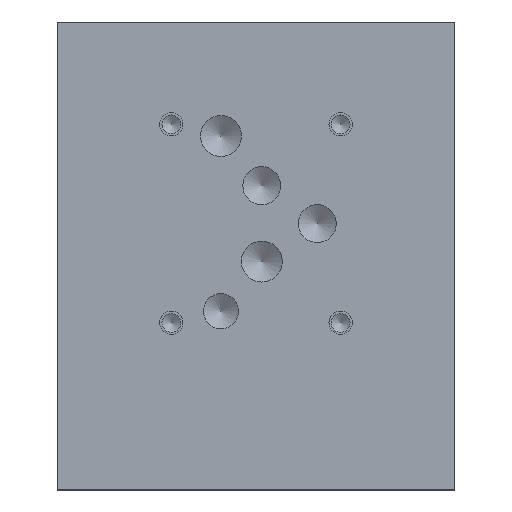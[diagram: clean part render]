
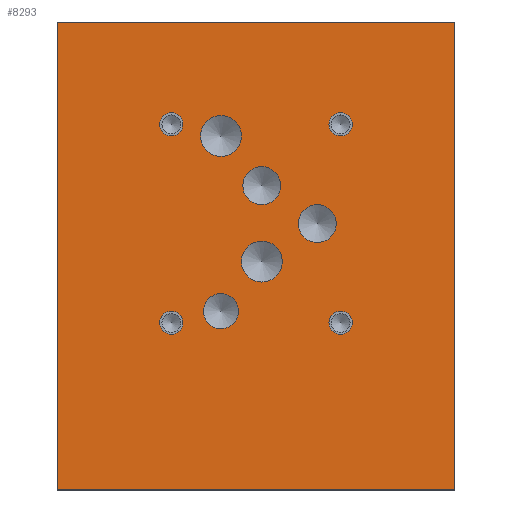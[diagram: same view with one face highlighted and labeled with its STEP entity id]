
A CAD part, top view. The second image highlights one B-rep face of the part: STEP entity #8293.
In plain terms, the highlighted planar face has unit normal (0, 0, 1).
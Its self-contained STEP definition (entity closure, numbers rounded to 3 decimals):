
#90=CIRCLE('',#8542,4.763);
#91=CIRCLE('',#8543,4.763);
#94=CIRCLE('',#8548,5.563);
#95=CIRCLE('',#8549,5.563);
#98=CIRCLE('',#8554,5.563);
#99=CIRCLE('',#8555,5.563);
#102=CIRCLE('',#8560,5.156);
#103=CIRCLE('',#8561,5.156);
#106=CIRCLE('',#8566,5.156);
#107=CIRCLE('',#8567,5.156);
#113=CIRCLE('',#8576,3.175);
#114=CIRCLE('',#8577,3.175);
#120=CIRCLE('',#8587,3.175);
#121=CIRCLE('',#8588,3.175);
#127=CIRCLE('',#8598,3.175);
#128=CIRCLE('',#8599,3.175);
#134=CIRCLE('',#8609,3.175);
#135=CIRCLE('',#8610,3.175);
#306=FACE_BOUND('',#1463,.T.);
#307=FACE_BOUND('',#1464,.T.);
#308=FACE_BOUND('',#1465,.T.);
#309=FACE_BOUND('',#1466,.T.);
#310=FACE_BOUND('',#1467,.T.);
#311=FACE_BOUND('',#1468,.T.);
#312=FACE_BOUND('',#1469,.T.);
#313=FACE_BOUND('',#1470,.T.);
#314=FACE_BOUND('',#1471,.T.);
#564=PLANE('',#8794);
#985=FACE_OUTER_BOUND('',#1462,.T.);
#1462=EDGE_LOOP('',(#7431,#7432,#7433,#7434));
#1463=EDGE_LOOP('',(#7435,#7436));
#1464=EDGE_LOOP('',(#7437,#7438));
#1465=EDGE_LOOP('',(#7439,#7440));
#1466=EDGE_LOOP('',(#7441,#7442));
#1467=EDGE_LOOP('',(#7443,#7444));
#1468=EDGE_LOOP('',(#7445,#7446));
#1469=EDGE_LOOP('',(#7447,#7448));
#1470=EDGE_LOOP('',(#7449,#7450));
#1471=EDGE_LOOP('',(#7451,#7452));
#1789=LINE('',#12761,#2568);
#2235=LINE('',#14145,#3014);
#2249=LINE('',#14202,#3028);
#2251=LINE('',#14205,#3030);
#2568=VECTOR('',#9284,10.);
#3014=VECTOR('',#10480,10.);
#3028=VECTOR('',#10540,10.);
#3030=VECTOR('',#10544,10.);
#3565=VERTEX_POINT('',#12758);
#3566=VERTEX_POINT('',#12760);
#3836=VERTEX_POINT('',#13686);
#3837=VERTEX_POINT('',#13687);
#3841=VERTEX_POINT('',#13699);
#3842=VERTEX_POINT('',#13700);
#3846=VERTEX_POINT('',#13712);
#3847=VERTEX_POINT('',#13713);
#3851=VERTEX_POINT('',#13725);
#3852=VERTEX_POINT('',#13726);
#3856=VERTEX_POINT('',#13738);
#3857=VERTEX_POINT('',#13739);
#3864=VERTEX_POINT('',#13758);
#3865=VERTEX_POINT('',#13759);
#3872=VERTEX_POINT('',#13780);
#3873=VERTEX_POINT('',#13781);
#3880=VERTEX_POINT('',#13802);
#3881=VERTEX_POINT('',#13803);
#3888=VERTEX_POINT('',#13824);
#3889=VERTEX_POINT('',#13825);
#4001=VERTEX_POINT('',#14143);
#4021=VERTEX_POINT('',#14200);
#4522=EDGE_CURVE('',#3566,#3565,#1789,.T.);
#4924=EDGE_CURVE('',#3836,#3837,#90,.T.);
#4925=EDGE_CURVE('',#3837,#3836,#91,.T.);
#4930=EDGE_CURVE('',#3841,#3842,#94,.T.);
#4931=EDGE_CURVE('',#3842,#3841,#95,.T.);
#4936=EDGE_CURVE('',#3846,#3847,#98,.T.);
#4937=EDGE_CURVE('',#3847,#3846,#99,.T.);
#4942=EDGE_CURVE('',#3851,#3852,#102,.T.);
#4943=EDGE_CURVE('',#3852,#3851,#103,.T.);
#4948=EDGE_CURVE('',#3856,#3857,#106,.T.);
#4949=EDGE_CURVE('',#3857,#3856,#107,.T.);
#4957=EDGE_CURVE('',#3864,#3865,#113,.T.);
#4958=EDGE_CURVE('',#3865,#3864,#114,.T.);
#4967=EDGE_CURVE('',#3872,#3873,#120,.T.);
#4968=EDGE_CURVE('',#3873,#3872,#121,.T.);
#4977=EDGE_CURVE('',#3880,#3881,#127,.T.);
#4978=EDGE_CURVE('',#3881,#3880,#128,.T.);
#4987=EDGE_CURVE('',#3888,#3889,#134,.T.);
#4988=EDGE_CURVE('',#3889,#3888,#135,.T.);
#5136=EDGE_CURVE('',#3565,#4001,#2235,.T.);
#5164=EDGE_CURVE('',#4001,#4021,#2249,.T.);
#5166=EDGE_CURVE('',#4021,#3566,#2251,.T.);
#7431=ORIENTED_EDGE('',*,*,#4522,.T.);
#7432=ORIENTED_EDGE('',*,*,#5136,.T.);
#7433=ORIENTED_EDGE('',*,*,#5164,.T.);
#7434=ORIENTED_EDGE('',*,*,#5166,.T.);
#7435=ORIENTED_EDGE('',*,*,#4924,.T.);
#7436=ORIENTED_EDGE('',*,*,#4925,.T.);
#7437=ORIENTED_EDGE('',*,*,#4930,.T.);
#7438=ORIENTED_EDGE('',*,*,#4931,.T.);
#7439=ORIENTED_EDGE('',*,*,#4936,.T.);
#7440=ORIENTED_EDGE('',*,*,#4937,.T.);
#7441=ORIENTED_EDGE('',*,*,#4942,.T.);
#7442=ORIENTED_EDGE('',*,*,#4943,.T.);
#7443=ORIENTED_EDGE('',*,*,#4948,.T.);
#7444=ORIENTED_EDGE('',*,*,#4949,.T.);
#7445=ORIENTED_EDGE('',*,*,#4957,.T.);
#7446=ORIENTED_EDGE('',*,*,#4958,.T.);
#7447=ORIENTED_EDGE('',*,*,#4967,.T.);
#7448=ORIENTED_EDGE('',*,*,#4968,.T.);
#7449=ORIENTED_EDGE('',*,*,#4977,.T.);
#7450=ORIENTED_EDGE('',*,*,#4978,.T.);
#7451=ORIENTED_EDGE('',*,*,#4987,.T.);
#7452=ORIENTED_EDGE('',*,*,#4988,.T.);
#8293=ADVANCED_FACE('',(#985,#306,#307,#308,#309,#310,#311,#312,#313,#314),
#564,.T.);
#8542=AXIS2_PLACEMENT_3D('',#13688,#9960,#9961);
#8543=AXIS2_PLACEMENT_3D('',#13689,#9962,#9963);
#8548=AXIS2_PLACEMENT_3D('',#13701,#9974,#9975);
#8549=AXIS2_PLACEMENT_3D('',#13702,#9976,#9977);
#8554=AXIS2_PLACEMENT_3D('',#13714,#9988,#9989);
#8555=AXIS2_PLACEMENT_3D('',#13715,#9990,#9991);
#8560=AXIS2_PLACEMENT_3D('',#13727,#10002,#10003);
#8561=AXIS2_PLACEMENT_3D('',#13728,#10004,#10005);
#8566=AXIS2_PLACEMENT_3D('',#13740,#10016,#10017);
#8567=AXIS2_PLACEMENT_3D('',#13741,#10018,#10019);
#8576=AXIS2_PLACEMENT_3D('',#13760,#10038,#10039);
#8577=AXIS2_PLACEMENT_3D('',#13761,#10040,#10041);
#8587=AXIS2_PLACEMENT_3D('',#13782,#10063,#10064);
#8588=AXIS2_PLACEMENT_3D('',#13783,#10065,#10066);
#8598=AXIS2_PLACEMENT_3D('',#13804,#10088,#10089);
#8599=AXIS2_PLACEMENT_3D('',#13805,#10090,#10091);
#8609=AXIS2_PLACEMENT_3D('',#13826,#10113,#10114);
#8610=AXIS2_PLACEMENT_3D('',#13827,#10115,#10116);
#8794=AXIS2_PLACEMENT_3D('',#14207,#10547,#10548);
#9284=DIRECTION('',(1.,0.,0.));
#9960=DIRECTION('center_axis',(0.,0.,-1.));
#9961=DIRECTION('ref_axis',(1.,0.,0.));
#9962=DIRECTION('center_axis',(0.,0.,-1.));
#9963=DIRECTION('ref_axis',(1.,0.,0.));
#9974=DIRECTION('center_axis',(0.,0.,-1.));
#9975=DIRECTION('ref_axis',(1.,0.,0.));
#9976=DIRECTION('center_axis',(0.,0.,-1.));
#9977=DIRECTION('ref_axis',(1.,0.,0.));
#9988=DIRECTION('center_axis',(0.,0.,-1.));
#9989=DIRECTION('ref_axis',(1.,0.,0.));
#9990=DIRECTION('center_axis',(0.,0.,-1.));
#9991=DIRECTION('ref_axis',(1.,0.,0.));
#10002=DIRECTION('center_axis',(0.,0.,-1.));
#10003=DIRECTION('ref_axis',(1.,0.,0.));
#10004=DIRECTION('center_axis',(0.,0.,-1.));
#10005=DIRECTION('ref_axis',(1.,0.,0.));
#10016=DIRECTION('center_axis',(0.,0.,-1.));
#10017=DIRECTION('ref_axis',(1.,0.,0.));
#10018=DIRECTION('center_axis',(0.,0.,-1.));
#10019=DIRECTION('ref_axis',(1.,0.,0.));
#10038=DIRECTION('center_axis',(0.,0.,-1.));
#10039=DIRECTION('ref_axis',(1.,0.,0.));
#10040=DIRECTION('center_axis',(0.,0.,-1.));
#10041=DIRECTION('ref_axis',(1.,0.,0.));
#10063=DIRECTION('center_axis',(0.,0.,-1.));
#10064=DIRECTION('ref_axis',(1.,0.,0.));
#10065=DIRECTION('center_axis',(0.,0.,-1.));
#10066=DIRECTION('ref_axis',(1.,0.,0.));
#10088=DIRECTION('center_axis',(0.,0.,-1.));
#10089=DIRECTION('ref_axis',(1.,0.,0.));
#10090=DIRECTION('center_axis',(0.,0.,-1.));
#10091=DIRECTION('ref_axis',(1.,0.,0.));
#10113=DIRECTION('center_axis',(0.,0.,-1.));
#10114=DIRECTION('ref_axis',(1.,0.,0.));
#10115=DIRECTION('center_axis',(0.,0.,-1.));
#10116=DIRECTION('ref_axis',(1.,0.,0.));
#10480=DIRECTION('',(0.,1.,0.));
#10540=DIRECTION('',(-1.,0.,0.));
#10544=DIRECTION('',(0.,-1.,0.));
#10547=DIRECTION('center_axis',(0.,0.,1.));
#10548=DIRECTION('ref_axis',(1.,0.,0.));
#12758=CARTESIAN_POINT('',(107.95,0.,127.));
#12760=CARTESIAN_POINT('',(0.,0.,127.));
#12761=CARTESIAN_POINT('',(0.,0.,127.));
#13686=CARTESIAN_POINT('',(49.207,48.387,127.));
#13687=CARTESIAN_POINT('',(39.682,48.387,127.));
#13688=CARTESIAN_POINT('Origin',(44.445,48.387,127.));
#13689=CARTESIAN_POINT('Origin',(44.445,48.387,127.));
#13699=CARTESIAN_POINT('',(50.008,96.012,127.));
#13700=CARTESIAN_POINT('',(38.882,96.012,127.));
#13701=CARTESIAN_POINT('Origin',(44.445,96.012,127.));
#13702=CARTESIAN_POINT('Origin',(44.445,96.012,127.));
#13712=CARTESIAN_POINT('',(61.117,61.882,127.));
#13713=CARTESIAN_POINT('',(49.992,61.882,127.));
#13714=CARTESIAN_POINT('Origin',(55.555,61.882,127.));
#13715=CARTESIAN_POINT('Origin',(55.555,61.882,127.));
#13725=CARTESIAN_POINT('',(75.794,72.2,127.));
#13726=CARTESIAN_POINT('',(65.481,72.2,127.));
#13727=CARTESIAN_POINT('Origin',(70.637,72.2,127.));
#13728=CARTESIAN_POINT('Origin',(70.637,72.2,127.));
#13738=CARTESIAN_POINT('',(60.706,82.517,127.));
#13739=CARTESIAN_POINT('',(50.394,82.517,127.));
#13740=CARTESIAN_POINT('Origin',(55.55,82.517,127.));
#13741=CARTESIAN_POINT('Origin',(55.55,82.517,127.));
#13758=CARTESIAN_POINT('',(80.162,45.225,127.));
#13759=CARTESIAN_POINT('',(73.812,45.225,127.));
#13760=CARTESIAN_POINT('Origin',(76.987,45.225,127.));
#13761=CARTESIAN_POINT('Origin',(76.987,45.225,127.));
#13780=CARTESIAN_POINT('',(34.112,99.212,127.));
#13781=CARTESIAN_POINT('',(27.762,99.212,127.));
#13782=CARTESIAN_POINT('Origin',(30.937,99.212,127.));
#13783=CARTESIAN_POINT('Origin',(30.937,99.212,127.));
#13802=CARTESIAN_POINT('',(80.162,99.2,127.));
#13803=CARTESIAN_POINT('',(73.812,99.2,127.));
#13804=CARTESIAN_POINT('Origin',(76.987,99.2,127.));
#13805=CARTESIAN_POINT('Origin',(76.987,99.2,127.));
#13824=CARTESIAN_POINT('',(34.125,45.225,127.));
#13825=CARTESIAN_POINT('',(27.775,45.225,127.));
#13826=CARTESIAN_POINT('Origin',(30.95,45.225,127.));
#13827=CARTESIAN_POINT('Origin',(30.95,45.225,127.));
#14143=CARTESIAN_POINT('',(107.95,127.,127.));
#14145=CARTESIAN_POINT('',(107.95,0.,127.));
#14200=CARTESIAN_POINT('',(0.,127.,127.));
#14202=CARTESIAN_POINT('',(107.95,127.,127.));
#14205=CARTESIAN_POINT('',(0.,127.,127.));
#14207=CARTESIAN_POINT('Origin',(53.975,63.5,127.));
